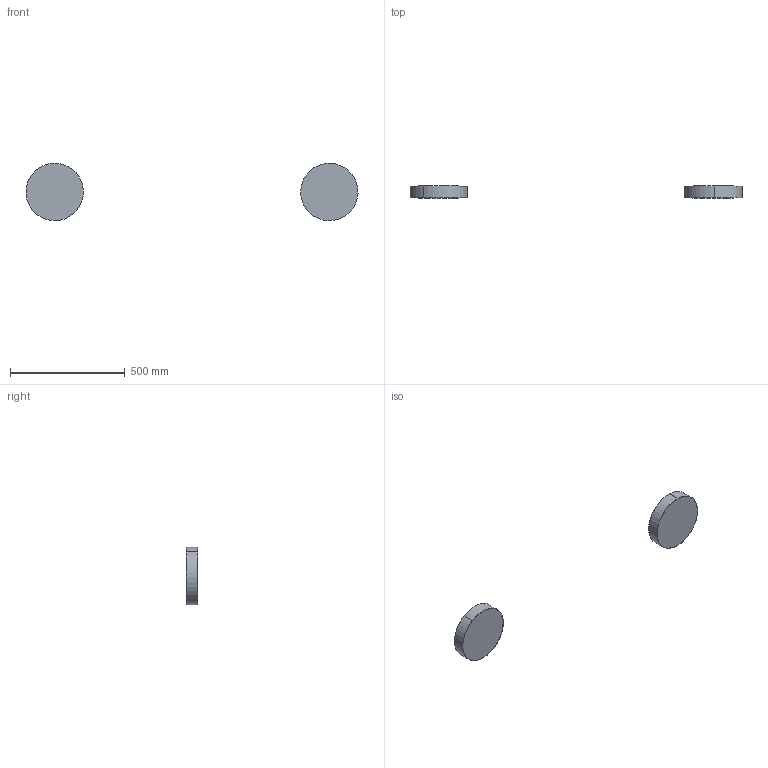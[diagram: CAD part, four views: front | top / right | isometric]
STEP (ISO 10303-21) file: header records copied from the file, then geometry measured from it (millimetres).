
FILE_DESCRIPTION(('Creo Elements/Direct Modeling STEP Export'),'2;1');
FILE_NAME('X600HW-SO.stp','2019-05-28T14:43:17',(''),(''),'PTC Creo Elements/Direct Modeling STEP processor for AP214 (Solid Model)','PTC Creo Elements/Direct Modeling 19.0C 15-Aug-2015 (C) Parametric Technology GmbH','');
FILE_SCHEMA(('AUTOMOTIVE_DESIGN { 1 0 10303 214 1 1 1 1 }'));
Length unit declared in the file: millimetre
Products named in the file (1): X600HW-SO
Bounding box: 1446.84 x 52 x 249.89 mm (x, y, z)
Volume: 79790.2 mm3; surface area: 262454.9 mm2
Topology: 2 solids, 3 shells, 18 faces, 32 edges, 20 vertices
Faces by surface type: cylinder 12, plane 6
Entity records: 212188 total; most frequent: CARTESIAN_POINT 37647, ORIENTED_EDGE 36738, DIRECTION 32676, EDGE_CURVE 18365, VECTOR 18140, LINE 18140, VERTEX_POINT 12239, EDGE_LOOP 8250
